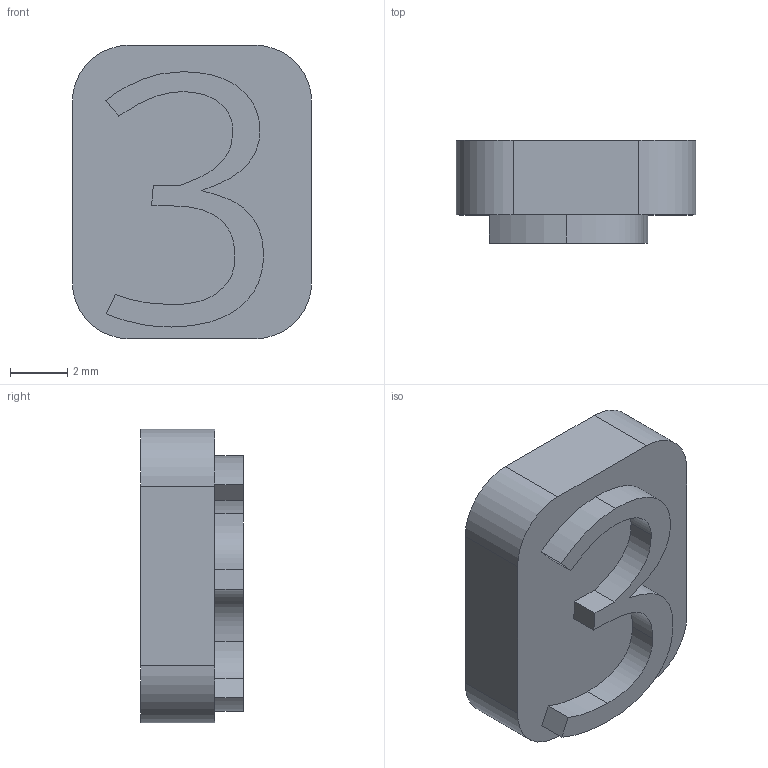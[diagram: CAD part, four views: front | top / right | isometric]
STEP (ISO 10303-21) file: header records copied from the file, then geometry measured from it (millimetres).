
FILE_DESCRIPTION (( 'STEP AP203' ), '1' );
FILE_NAME ('#3 diffuser.STEP', '2024-02-20T07:29:37', ( '' ), ( '' ), 'SwSTEP 2.0', 'SolidWorks 2022', '' );
FILE_SCHEMA (( 'CONFIG_CONTROL_DESIGN' ));
Length unit declared in the file: millimetre
Products named in the file (2): #3 diffuser
Assembly tree (1 placements, depth 2):
  #3 diffuser
    #3 diffuser
Bounding box: 8.4 x 3.6 x 10.3 mm (x, y, z)
Volume: 231.3 mm3; surface area: 294.9 mm2
Topology: 1 solids, 1 shells, 28 faces, 75 edges, 50 vertices
Faces by surface type: plane 12, bspline 12, cylinder 4
Entity records: 1287 total; most frequent: CARTESIAN_POINT 465, ORIENTED_EDGE 150, DIRECTION 99, EDGE_CURVE 75, VERTEX_POINT 50, LINE 43, VECTOR 43, EDGE_LOOP 29
